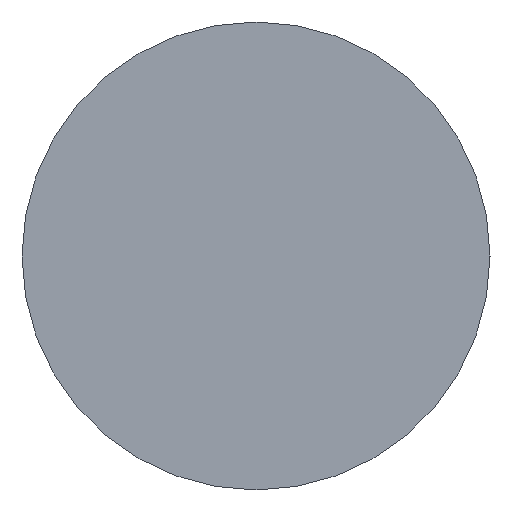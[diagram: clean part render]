
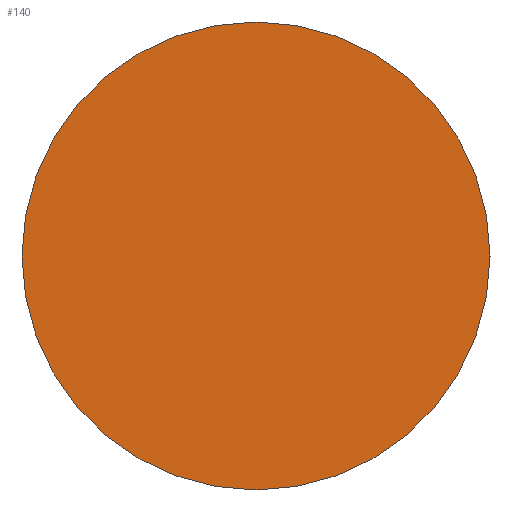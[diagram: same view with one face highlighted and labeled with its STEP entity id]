
A CAD part, left-side view. The second image highlights one B-rep face of the part: STEP entity #140.
In plain terms, the highlighted planar face has unit normal (-1, 0, 0).
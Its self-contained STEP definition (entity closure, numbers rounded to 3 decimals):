
#2 = AXIS2_PLACEMENT_3D ( 'NONE', #261, #263, #358 ) ;
#45 = VERTEX_POINT ( 'NONE', #383 ) ;
#89 = EDGE_CURVE ( 'NONE', #299, #45, #366, .T. ) ;
#102 = AXIS2_PLACEMENT_3D ( 'NONE', #321, #229, #351 ) ;
#140 = ADVANCED_FACE ( 'NONE', ( #194 ), #226, .F. ) ;
#194 = FACE_OUTER_BOUND ( 'NONE', #257, .T. ) ;
#200 = CARTESIAN_POINT ( 'NONE',  ( 0., 12.7, 0. ) ) ;
#214 = AXIS2_PLACEMENT_3D ( 'NONE', #200, #230, #395 ) ;
#219 = ORIENTED_EDGE ( 'NONE', *, *, #89, .T. ) ;
#226 = PLANE ( 'NONE',  #214 ) ;
#229 = DIRECTION ( 'NONE',  ( -1., 0., 0. ) ) ;
#230 = DIRECTION ( 'NONE',  ( 1., 0., 0. ) ) ;
#257 = EDGE_LOOP ( 'NONE', ( #329, #219 ) ) ;
#261 = CARTESIAN_POINT ( 'NONE',  ( 0., 0., 0. ) ) ;
#263 = DIRECTION ( 'NONE',  ( -1., 0., 0. ) ) ;
#280 = CARTESIAN_POINT ( 'NONE',  ( 0., 0., -12.7 ) ) ;
#299 = VERTEX_POINT ( 'NONE', #280 ) ;
#321 = CARTESIAN_POINT ( 'NONE',  ( 0., 0., 0. ) ) ;
#329 = ORIENTED_EDGE ( 'NONE', *, *, #401, .T. ) ;
#351 = DIRECTION ( 'NONE',  ( 0., 0., 1. ) ) ;
#358 = DIRECTION ( 'NONE',  ( 0., 0., 1. ) ) ;
#366 = CIRCLE ( 'NONE', #2, 12.7 ) ;
#383 = CARTESIAN_POINT ( 'NONE',  ( 0., 0., 12.7 ) ) ;
#395 = DIRECTION ( 'NONE',  ( 0., 0., -1. ) ) ;
#396 = CIRCLE ( 'NONE', #102, 12.7 ) ;
#401 = EDGE_CURVE ( 'NONE', #45, #299, #396, .T. ) ;
